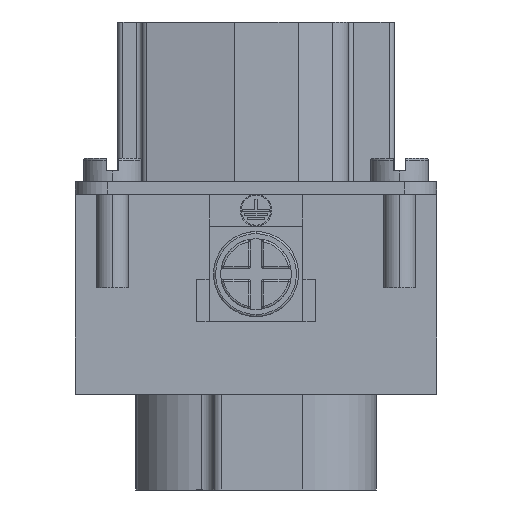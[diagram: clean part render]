
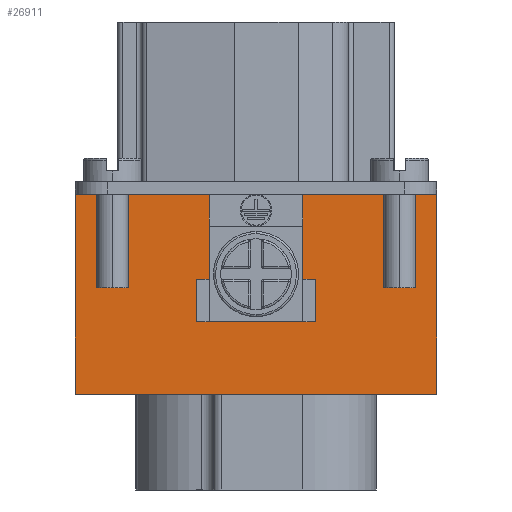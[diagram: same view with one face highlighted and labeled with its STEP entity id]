
A CAD part, left-side view. The second image highlights one B-rep face of the part: STEP entity #26911.
In plain terms, the highlighted planar face has unit normal (-1, 0, 0).
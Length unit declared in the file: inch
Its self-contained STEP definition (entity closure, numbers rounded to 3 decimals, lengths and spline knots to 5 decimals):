
#463 = CARTESIAN_POINT ( 'NONE',  ( -1.77165, 0.66929, -0.40157 ) ) ;
#468 = CARTESIAN_POINT ( 'NONE',  ( -1.77165, 0.66929, -0.87402 ) ) ;
#1283 = VERTEX_POINT ( 'NONE', #10653 ) ;
#1443 = CARTESIAN_POINT ( 'NONE',  ( -1.77165, 0.17323, -0.71654 ) ) ;
#2549 = EDGE_CURVE ( 'NONE', #36195, #8471, #15634, .T. ) ;
#2663 = CARTESIAN_POINT ( 'NONE',  ( -1.77165, -0.17323, -0.71654 ) ) ;
#3163 = LINE ( 'NONE', #33495, #15956 ) ;
#3170 = LINE ( 'NONE', #6497, #10797 ) ;
#3408 = LINE ( 'NONE', #468, #27579 ) ;
#3444 = DIRECTION ( 'NONE',  ( 0., 0., -1. ) ) ;
#3937 = CARTESIAN_POINT ( 'NONE',  ( -1.77165, 0.22047, -1.14173 ) ) ;
#4882 = VECTOR ( 'NONE', #13468, 39.37008 ) ;
#5122 = VECTOR ( 'NONE', #9494, 39.37008 ) ;
#5512 = FACE_OUTER_BOUND ( 'NONE', #10414, .T. ) ;
#5638 = ORIENTED_EDGE ( 'NONE', *, *, #37915, .T. ) ;
#6061 = CARTESIAN_POINT ( 'NONE',  ( -1.77165, 0.66929, -0.40157 ) ) ;
#6329 = CARTESIAN_POINT ( 'NONE',  ( -1.77165, 0.66929, -1.14173 ) ) ;
#6497 = CARTESIAN_POINT ( 'NONE',  ( -1.77165, -0.17323, -1.14173 ) ) ;
#7063 = ORIENTED_EDGE ( 'NONE', *, *, #16827, .F. ) ;
#7288 = LINE ( 'NONE', #3937, #8039 ) ;
#8039 = VECTOR ( 'NONE', #13387, 39.37008 ) ;
#8471 = VERTEX_POINT ( 'NONE', #18374 ) ;
#8675 = CARTESIAN_POINT ( 'NONE',  ( -1.77165, 0.66929, -1.14173 ) ) ;
#9494 = DIRECTION ( 'NONE',  ( 0., 0., 1. ) ) ;
#9751 = LINE ( 'NONE', #15860, #28000 ) ;
#10022 = ORIENTED_EDGE ( 'NONE', *, *, #19834, .F. ) ;
#10414 = EDGE_LOOP ( 'NONE', ( #7063, #5638, #28124, #10022, #30839, #11468, #15955, #27207, #10540, #16066, #33848, #28276 ) ) ;
#10540 = ORIENTED_EDGE ( 'NONE', *, *, #28932, .T. ) ;
#10653 = CARTESIAN_POINT ( 'NONE',  ( -1.77165, 0.22047, -0.71654 ) ) ;
#10748 = CARTESIAN_POINT ( 'NONE',  ( -1.77165, 0., -1.14173 ) ) ;
#10797 = VECTOR ( 'NONE', #15193, 39.37008 ) ;
#11216 = LINE ( 'NONE', #38410, #38249 ) ;
#11468 = ORIENTED_EDGE ( 'NONE', *, *, #24190, .F. ) ;
#11566 = EDGE_CURVE ( 'NONE', #31797, #20682, #20027, .T. ) ;
#12228 = LINE ( 'NONE', #24265, #15574 ) ;
#12324 = EDGE_CURVE ( 'NONE', #26513, #35039, #9751, .T. ) ;
#12337 = LINE ( 'NONE', #2663, #25029 ) ;
#12433 = DIRECTION ( 'NONE',  ( 0., 0., 1. ) ) ;
#12628 = DIRECTION ( 'NONE',  ( 0., 0., -1. ) ) ;
#13164 = CARTESIAN_POINT ( 'NONE',  ( -1.77165, 0.66929, -1.14173 ) ) ;
#13387 = DIRECTION ( 'NONE',  ( 0., 0., 1. ) ) ;
#13468 = DIRECTION ( 'NONE',  ( 0., 1., 0. ) ) ;
#15098 = DIRECTION ( 'NONE',  ( 0., -1., 0. ) ) ;
#15193 = DIRECTION ( 'NONE',  ( 0., 0., -1. ) ) ;
#15574 = VECTOR ( 'NONE', #12433, 39.37008 ) ;
#15601 = LINE ( 'NONE', #6329, #5122 ) ;
#15634 = LINE ( 'NONE', #463, #33297 ) ;
#15860 = CARTESIAN_POINT ( 'NONE',  ( -1.77165, -0.22047, -1.14173 ) ) ;
#15955 = ORIENTED_EDGE ( 'NONE', *, *, #2549, .T. ) ;
#15956 = VECTOR ( 'NONE', #12628, 39.37008 ) ;
#16066 = ORIENTED_EDGE ( 'NONE', *, *, #12324, .T. ) ;
#16827 = EDGE_CURVE ( 'NONE', #28759, #1283, #28463, .T. ) ;
#18374 = CARTESIAN_POINT ( 'NONE',  ( -1.77165, -0.17323, -0.40157 ) ) ;
#18660 = EDGE_CURVE ( 'NONE', #19424, #1283, #7288, .T. ) ;
#18976 = DIRECTION ( 'NONE',  ( 0., 1., 0. ) ) ;
#19424 = VERTEX_POINT ( 'NONE', #34141 ) ;
#19834 = EDGE_CURVE ( 'NONE', #31797, #27477, #15601, .T. ) ;
#20027 = LINE ( 'NONE', #10748, #38771 ) ;
#20246 = EDGE_CURVE ( 'NONE', #8471, #22561, #3170, .T. ) ;
#20660 = CARTESIAN_POINT ( 'NONE',  ( -1.77165, -0.66929, -0.40157 ) ) ;
#20682 = VERTEX_POINT ( 'NONE', #27528 ) ;
#22561 = VERTEX_POINT ( 'NONE', #36042 ) ;
#23567 = CARTESIAN_POINT ( 'NONE',  ( -1.77165, 0.17323, -0.71654 ) ) ;
#24190 = EDGE_CURVE ( 'NONE', #36195, #20682, #3163, .T. ) ;
#24265 = CARTESIAN_POINT ( 'NONE',  ( -1.77165, 0.17323, -1.14173 ) ) ;
#25029 = VECTOR ( 'NONE', #15098, 39.37008 ) ;
#25849 = PLANE ( 'NONE',  #35606 ) ;
#26199 = DIRECTION ( 'NONE',  ( 0., 1., 0. ) ) ;
#26513 = VERTEX_POINT ( 'NONE', #29276 ) ;
#26911 = ADVANCED_FACE ( 'NONE', ( #5512 ), #25849, .T. ) ;
#27207 = ORIENTED_EDGE ( 'NONE', *, *, #20246, .T. ) ;
#27477 = VERTEX_POINT ( 'NONE', #6061 ) ;
#27528 = CARTESIAN_POINT ( 'NONE',  ( -1.77165, -0.66929, -1.14173 ) ) ;
#27579 = VECTOR ( 'NONE', #18976, 39.37008 ) ;
#28000 = VECTOR ( 'NONE', #3444, 39.37008 ) ;
#28124 = ORIENTED_EDGE ( 'NONE', *, *, #38118, .T. ) ;
#28276 = ORIENTED_EDGE ( 'NONE', *, *, #18660, .T. ) ;
#28463 = LINE ( 'NONE', #1443, #4882 ) ;
#28759 = VERTEX_POINT ( 'NONE', #23567 ) ;
#28932 = EDGE_CURVE ( 'NONE', #22561, #26513, #12337, .T. ) ;
#29276 = CARTESIAN_POINT ( 'NONE',  ( -1.77165, -0.22047, -0.71654 ) ) ;
#30606 = DIRECTION ( 'NONE',  ( 0., 1., 0. ) ) ;
#30804 = CARTESIAN_POINT ( 'NONE',  ( -1.77165, 0.17323, -0.40157 ) ) ;
#30839 = ORIENTED_EDGE ( 'NONE', *, *, #11566, .T. ) ;
#31797 = VERTEX_POINT ( 'NONE', #13164 ) ;
#33254 = CARTESIAN_POINT ( 'NONE',  ( -1.77165, -0.22047, -0.87402 ) ) ;
#33297 = VECTOR ( 'NONE', #30606, 39.37008 ) ;
#33495 = CARTESIAN_POINT ( 'NONE',  ( -1.77165, -0.66929, -1.14173 ) ) ;
#33848 = ORIENTED_EDGE ( 'NONE', *, *, #38768, .T. ) ;
#34141 = CARTESIAN_POINT ( 'NONE',  ( -1.77165, 0.22047, -0.87402 ) ) ;
#35039 = VERTEX_POINT ( 'NONE', #33254 ) ;
#35285 = DIRECTION ( 'NONE',  ( 0., 0., 1. ) ) ;
#35606 = AXIS2_PLACEMENT_3D ( 'NONE', #8675, #38440, #35285 ) ;
#36042 = CARTESIAN_POINT ( 'NONE',  ( -1.77165, -0.17323, -0.71654 ) ) ;
#36195 = VERTEX_POINT ( 'NONE', #20660 ) ;
#37915 = EDGE_CURVE ( 'NONE', #28759, #38791, #12228, .T. ) ;
#37937 = DIRECTION ( 'NONE',  ( 0., -1., 0. ) ) ;
#38118 = EDGE_CURVE ( 'NONE', #38791, #27477, #11216, .T. ) ;
#38249 = VECTOR ( 'NONE', #26199, 39.37008 ) ;
#38410 = CARTESIAN_POINT ( 'NONE',  ( -1.77165, 0.66929, -0.40157 ) ) ;
#38440 = DIRECTION ( 'NONE',  ( -1., 0., 0. ) ) ;
#38768 = EDGE_CURVE ( 'NONE', #35039, #19424, #3408, .T. ) ;
#38771 = VECTOR ( 'NONE', #37937, 39.37008 ) ;
#38791 = VERTEX_POINT ( 'NONE', #30804 ) ;
